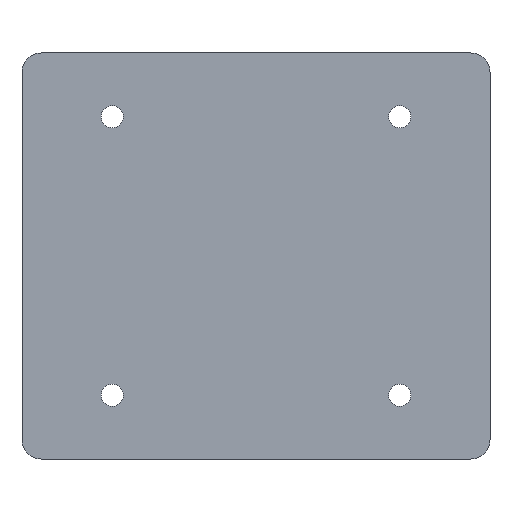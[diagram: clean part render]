
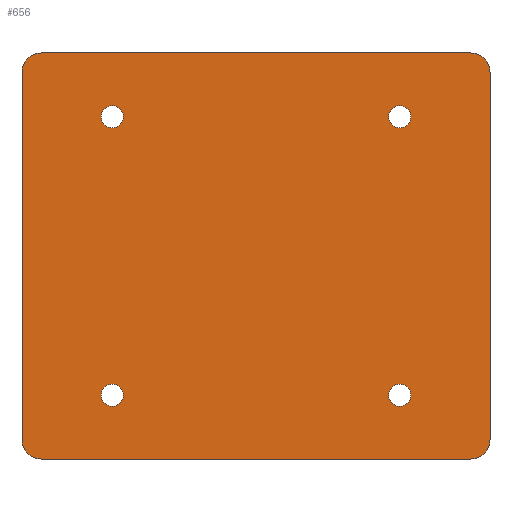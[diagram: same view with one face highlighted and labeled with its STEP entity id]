
A CAD part, front view. The second image highlights one B-rep face of the part: STEP entity #656.
In plain terms, the highlighted planar face has unit normal (0, -1, 0).
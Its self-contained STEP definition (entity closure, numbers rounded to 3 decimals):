
#23=FACE_BOUND('',#125,.T.);
#24=FACE_BOUND('',#126,.T.);
#25=FACE_BOUND('',#127,.T.);
#26=FACE_BOUND('',#128,.T.);
#44=PLANE('',#742);
#80=FACE_OUTER_BOUND('',#124,.T.);
#124=EDGE_LOOP('',(#591,#592,#593,#594,#595,#596,#597,#598));
#125=EDGE_LOOP('',(#599));
#126=EDGE_LOOP('',(#600));
#127=EDGE_LOOP('',(#601));
#128=EDGE_LOOP('',(#602));
#152=LINE('',#1016,#206);
#175=LINE('',#1109,#229);
#178=LINE('',#1117,#232);
#181=LINE('',#1125,#235);
#206=VECTOR('',#806,10.);
#229=VECTOR('',#917,10.);
#232=VECTOR('',#926,10.);
#235=VECTOR('',#935,10.);
#252=CIRCLE('',#695,1.25);
#256=CIRCLE('',#702,1.25);
#260=CIRCLE('',#709,1.25);
#264=CIRCLE('',#716,1.25);
#269=CIRCLE('',#732,2.2);
#270=CIRCLE('',#735,2.2);
#271=CIRCLE('',#738,2.2);
#272=CIRCLE('',#741,2.2);
#301=VERTEX_POINT('',#1013);
#302=VERTEX_POINT('',#1015);
#306=VERTEX_POINT('',#1027);
#310=VERTEX_POINT('',#1040);
#314=VERTEX_POINT('',#1053);
#318=VERTEX_POINT('',#1066);
#327=VERTEX_POINT('',#1104);
#328=VERTEX_POINT('',#1108);
#329=VERTEX_POINT('',#1112);
#330=VERTEX_POINT('',#1116);
#331=VERTEX_POINT('',#1120);
#332=VERTEX_POINT('',#1124);
#368=EDGE_CURVE('',#301,#302,#152,.T.);
#375=EDGE_CURVE('',#306,#306,#252,.T.);
#381=EDGE_CURVE('',#310,#310,#256,.T.);
#387=EDGE_CURVE('',#314,#314,#260,.T.);
#393=EDGE_CURVE('',#318,#318,#264,.T.);
#410=EDGE_CURVE('',#327,#301,#269,.T.);
#412=EDGE_CURVE('',#328,#327,#175,.T.);
#414=EDGE_CURVE('',#329,#328,#270,.T.);
#416=EDGE_CURVE('',#330,#329,#178,.T.);
#418=EDGE_CURVE('',#331,#330,#271,.T.);
#420=EDGE_CURVE('',#332,#331,#181,.T.);
#422=EDGE_CURVE('',#302,#332,#272,.T.);
#591=ORIENTED_EDGE('',*,*,#422,.F.);
#592=ORIENTED_EDGE('',*,*,#368,.F.);
#593=ORIENTED_EDGE('',*,*,#410,.F.);
#594=ORIENTED_EDGE('',*,*,#412,.F.);
#595=ORIENTED_EDGE('',*,*,#414,.F.);
#596=ORIENTED_EDGE('',*,*,#416,.F.);
#597=ORIENTED_EDGE('',*,*,#418,.F.);
#598=ORIENTED_EDGE('',*,*,#420,.F.);
#599=ORIENTED_EDGE('',*,*,#375,.F.);
#600=ORIENTED_EDGE('',*,*,#381,.F.);
#601=ORIENTED_EDGE('',*,*,#387,.F.);
#602=ORIENTED_EDGE('',*,*,#393,.F.);
#656=ADVANCED_FACE('',(#80,#23,#24,#25,#26),#44,.F.);
#695=AXIS2_PLACEMENT_3D('',#1029,#820,#821);
#702=AXIS2_PLACEMENT_3D('',#1042,#836,#837);
#709=AXIS2_PLACEMENT_3D('',#1055,#852,#853);
#716=AXIS2_PLACEMENT_3D('',#1068,#868,#869);
#732=AXIS2_PLACEMENT_3D('',#1105,#912,#913);
#735=AXIS2_PLACEMENT_3D('',#1113,#921,#922);
#738=AXIS2_PLACEMENT_3D('',#1121,#930,#931);
#741=AXIS2_PLACEMENT_3D('',#1128,#939,#940);
#742=AXIS2_PLACEMENT_3D('',#1129,#941,#942);
#806=DIRECTION('',(0.,0.,1.));
#820=DIRECTION('center_axis',(0.,-1.,0.));
#821=DIRECTION('ref_axis',(1.,0.,0.));
#836=DIRECTION('center_axis',(0.,-1.,0.));
#837=DIRECTION('ref_axis',(1.,0.,0.));
#852=DIRECTION('center_axis',(0.,-1.,0.));
#853=DIRECTION('ref_axis',(1.,0.,0.));
#868=DIRECTION('center_axis',(0.,-1.,0.));
#869=DIRECTION('ref_axis',(1.,0.,0.));
#912=DIRECTION('center_axis',(0.,1.,0.));
#913=DIRECTION('ref_axis',(0.,0.,-1.));
#917=DIRECTION('',(-1.,0.,0.));
#921=DIRECTION('center_axis',(0.,1.,0.));
#922=DIRECTION('ref_axis',(1.,0.,0.));
#926=DIRECTION('',(0.,0.,-1.));
#930=DIRECTION('center_axis',(0.,1.,0.));
#931=DIRECTION('ref_axis',(0.,0.,1.));
#935=DIRECTION('',(1.,0.,0.));
#939=DIRECTION('center_axis',(0.,1.,0.));
#940=DIRECTION('ref_axis',(-1.,0.,0.));
#941=DIRECTION('center_axis',(0.,1.,0.));
#942=DIRECTION('ref_axis',(1.,0.,0.));
#1013=CARTESIAN_POINT('',(-26.45,0.,-20.75));
#1015=CARTESIAN_POINT('',(-26.45,0.,20.75));
#1016=CARTESIAN_POINT('',(-26.45,0.,-20.75));
#1027=CARTESIAN_POINT('',(15.,0.,15.75));
#1029=CARTESIAN_POINT('Origin',(16.25,0.,15.75));
#1040=CARTESIAN_POINT('',(-17.5,0.,-15.75));
#1042=CARTESIAN_POINT('Origin',(-16.25,0.,-15.75));
#1053=CARTESIAN_POINT('',(15.,0.,-15.75));
#1055=CARTESIAN_POINT('Origin',(16.25,0.,-15.75));
#1066=CARTESIAN_POINT('',(-17.5,0.,15.75));
#1068=CARTESIAN_POINT('Origin',(-16.25,0.,15.75));
#1104=CARTESIAN_POINT('',(-24.25,0.,-22.95));
#1105=CARTESIAN_POINT('Origin',(-24.25,0.,-20.75));
#1108=CARTESIAN_POINT('',(24.25,0.,-22.95));
#1109=CARTESIAN_POINT('',(24.25,0.,-22.95));
#1112=CARTESIAN_POINT('',(26.45,0.,-20.75));
#1113=CARTESIAN_POINT('Origin',(24.25,0.,-20.75));
#1116=CARTESIAN_POINT('',(26.45,0.,20.75));
#1117=CARTESIAN_POINT('',(26.45,0.,20.75));
#1120=CARTESIAN_POINT('',(24.25,0.,22.95));
#1121=CARTESIAN_POINT('Origin',(24.25,0.,20.75));
#1124=CARTESIAN_POINT('',(-24.25,0.,22.95));
#1125=CARTESIAN_POINT('',(-24.25,0.,22.95));
#1128=CARTESIAN_POINT('Origin',(-24.25,0.,20.75));
#1129=CARTESIAN_POINT('Origin',(0.,0.,0.));
